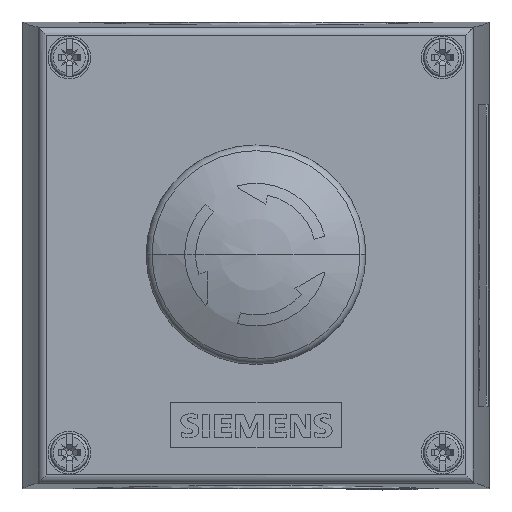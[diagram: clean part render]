
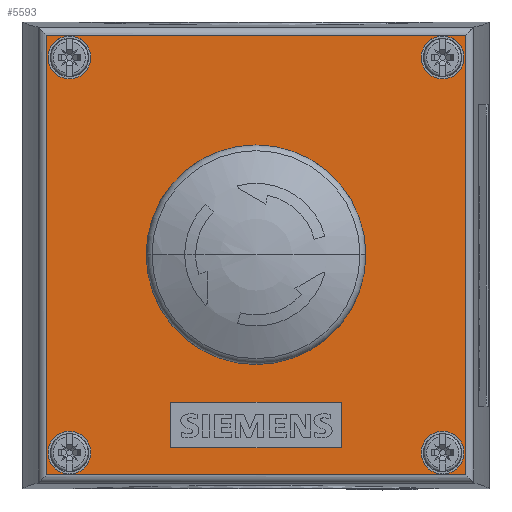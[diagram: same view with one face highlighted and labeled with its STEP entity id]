
A CAD part, top view. The second image highlights one B-rep face of the part: STEP entity #5593.
In plain terms, the highlighted planar face has unit normal (0, 0, 1).
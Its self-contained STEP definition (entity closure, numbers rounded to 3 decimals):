
#5593=ADVANCED_FACE('',(#12134,#12135,#12136,#12137,#12138,#12139,#12140),#12141,.T.);
#12134=FACE_OUTER_BOUND('',#19295,.T.);
#12135=FACE_BOUND('',#19296,.T.);
#12136=FACE_BOUND('',#19297,.T.);
#12137=FACE_BOUND('',#19298,.T.);
#12138=FACE_BOUND('',#19299,.T.);
#12139=FACE_BOUND('',#19300,.T.);
#12140=FACE_BOUND('',#19301,.T.);
#12141=PLANE('',#19302);
#19295=EDGE_LOOP('',(#40337,#40338,#40339,#40340));
#19296=EDGE_LOOP('',(#40341,#40342));
#19297=EDGE_LOOP('',(#40343,#40344));
#19298=EDGE_LOOP('',(#40345,#40346));
#19299=EDGE_LOOP('',(#40347,#40348));
#19300=EDGE_LOOP('',(#40349,#40350,#40351,#40352));
#19301=EDGE_LOOP('',(#40353,#40354));
#19302=AXIS2_PLACEMENT_3D('',#40355,#40356,#40357);
#40337=ORIENTED_EDGE('',*,*,#46253,.T.);
#40338=ORIENTED_EDGE('',*,*,#46247,.F.);
#40339=ORIENTED_EDGE('',*,*,#46256,.F.);
#40340=ORIENTED_EDGE('',*,*,#46257,.F.);
#40341=ORIENTED_EDGE('',*,*,#43036,.T.);
#40342=ORIENTED_EDGE('',*,*,#45819,.T.);
#40343=ORIENTED_EDGE('',*,*,#43031,.T.);
#40344=ORIENTED_EDGE('',*,*,#45823,.T.);
#40345=ORIENTED_EDGE('',*,*,#43026,.T.);
#40346=ORIENTED_EDGE('',*,*,#45827,.T.);
#40347=ORIENTED_EDGE('',*,*,#43021,.T.);
#40348=ORIENTED_EDGE('',*,*,#45831,.T.);
#40349=ORIENTED_EDGE('',*,*,#46212,.T.);
#40350=ORIENTED_EDGE('',*,*,#46221,.T.);
#40351=ORIENTED_EDGE('',*,*,#46218,.T.);
#40352=ORIENTED_EDGE('',*,*,#46215,.T.);
#40353=ORIENTED_EDGE('',*,*,#43016,.T.);
#40354=ORIENTED_EDGE('',*,*,#46240,.T.);
#40355=CARTESIAN_POINT('',(42.518,85.2,64.0));
#40356=DIRECTION('',(0.0,0.0,1.0));
#40357=DIRECTION('',(1.0,0.0,0.0));
#43016=EDGE_CURVE('',#48747,#48751,#48753,.T.);
#43021=EDGE_CURVE('',#48756,#48760,#48762,.T.);
#43026=EDGE_CURVE('',#48765,#48769,#48771,.T.);
#43031=EDGE_CURVE('',#48774,#48778,#48780,.T.);
#43036=EDGE_CURVE('',#48783,#48787,#48789,.T.);
#45819=EDGE_CURVE('',#48787,#48783,#52768,.T.);
#45823=EDGE_CURVE('',#48778,#48774,#52772,.T.);
#45827=EDGE_CURVE('',#48769,#48765,#52776,.T.);
#45831=EDGE_CURVE('',#48760,#48756,#52780,.T.);
#46212=EDGE_CURVE('',#53348,#53346,#53349,.T.);
#46215=EDGE_CURVE('',#53352,#53348,#53353,.T.);
#46218=EDGE_CURVE('',#53356,#53352,#53357,.T.);
#46221=EDGE_CURVE('',#53346,#53356,#53360,.T.);
#46240=EDGE_CURVE('',#48751,#48747,#53387,.T.);
#46247=EDGE_CURVE('',#53395,#53397,#53398,.T.);
#46253=EDGE_CURVE('',#53404,#53397,#53405,.T.);
#46256=EDGE_CURVE('',#53408,#53395,#53409,.T.);
#46257=EDGE_CURVE('',#53404,#53408,#53410,.T.);
#48747=VERTEX_POINT('',#57919);
#48751=VERTEX_POINT('',#57957);
#48753=CIRCLE('',#57960,11.25);
#48756=VERTEX_POINT('',#57963);
#48760=VERTEX_POINT('',#57968);
#48762=CIRCLE('',#57971,3.9);
#48765=VERTEX_POINT('',#57974);
#48769=VERTEX_POINT('',#57979);
#48771=CIRCLE('',#57982,3.9);
#48774=VERTEX_POINT('',#57985);
#48778=VERTEX_POINT('',#57990);
#48780=CIRCLE('',#57993,3.9);
#48783=VERTEX_POINT('',#57996);
#48787=VERTEX_POINT('',#58001);
#48789=CIRCLE('',#58004,3.9);
#52768=CIRCLE('',#64000,3.9);
#52772=CIRCLE('',#64004,3.9);
#52776=CIRCLE('',#64008,3.9);
#52780=CIRCLE('',#64012,3.9);
#53346=VERTEX_POINT('',#64787);
#53348=VERTEX_POINT('',#64790);
#53349=LINE('',#64791,#64792);
#53352=VERTEX_POINT('',#64796);
#53353=LINE('',#64797,#64798);
#53356=VERTEX_POINT('',#64802);
#53357=LINE('',#64803,#64804);
#53360=LINE('',#64808,#64809);
#53387=CIRCLE('',#64846,11.25);
#53395=VERTEX_POINT('',#64858);
#53397=VERTEX_POINT('',#64860);
#53398=LINE('',#64861,#64862);
#53404=VERTEX_POINT('',#64869);
#53405=LINE('',#64870,#64871);
#53408=VERTEX_POINT('',#64874);
#53409=LINE('',#64875,#64876);
#53410=LINE('',#64877,#64878);
#57919=CARTESIAN_POINT('',(53.768,42.7,64.0));
#57957=CARTESIAN_POINT('',(31.268,42.7,64.0));
#57960=AXIS2_PLACEMENT_3D('',#66796,#66797,#66798);
#57963=CARTESIAN_POINT('',(12.418,6.7,64.0));
#57968=CARTESIAN_POINT('',(4.618,6.7,64.0));
#57971=AXIS2_PLACEMENT_3D('',#66804,#66805,#66806);
#57974=CARTESIAN_POINT('',(12.418,78.7,64.0));
#57979=CARTESIAN_POINT('',(4.618,78.7,64.0));
#57982=AXIS2_PLACEMENT_3D('',#66812,#66813,#66814);
#57985=CARTESIAN_POINT('',(80.418,6.7,64.0));
#57990=CARTESIAN_POINT('',(72.618,6.7,64.0));
#57993=AXIS2_PLACEMENT_3D('',#66820,#66821,#66822);
#57996=CARTESIAN_POINT('',(80.418,78.7,64.0));
#58001=CARTESIAN_POINT('',(72.618,78.7,64.0));
#58004=AXIS2_PLACEMENT_3D('',#66828,#66829,#66830);
#64000=AXIS2_PLACEMENT_3D('',#69066,#69067,#69068);
#64004=AXIS2_PLACEMENT_3D('',#69072,#69073,#69074);
#64008=AXIS2_PLACEMENT_3D('',#69078,#69079,#69080);
#64012=AXIS2_PLACEMENT_3D('',#69084,#69085,#69086);
#64787=CARTESIAN_POINT('',(58.068,7.55,64.0));
#64790=CARTESIAN_POINT('',(58.068,15.85,64.0));
#64791=CARTESIAN_POINT('',(58.068,48.45,64.0));
#64792=VECTOR('',#69504,1.0);
#64796=CARTESIAN_POINT('',(26.968,15.85,64.0));
#64797=CARTESIAN_POINT('',(42.518,15.85,64.0));
#64798=VECTOR('',#69506,1.0);
#64802=CARTESIAN_POINT('',(26.968,7.55,64.0));
#64803=CARTESIAN_POINT('',(26.968,48.45,64.0));
#64804=VECTOR('',#69508,1.0);
#64808=CARTESIAN_POINT('',(42.518,7.55,64.0));
#64809=VECTOR('',#69510,1.0);
#64846=AXIS2_PLACEMENT_3D('',#69527,#69528,#69529);
#64858=CARTESIAN_POINT('',(80.694,2.656,64.0));
#64860=CARTESIAN_POINT('',(4.341,2.656,64.0));
#64861=CARTESIAN_POINT('',(42.518,2.656,64.0));
#64862=VECTOR('',#69537,1.0);
#64869=CARTESIAN_POINT('',(4.341,82.744,64.0));
#64870=CARTESIAN_POINT('',(4.341,85.2,64.0));
#64871=VECTOR('',#69542,1.0);
#64874=CARTESIAN_POINT('',(80.694,82.744,64.0));
#64875=CARTESIAN_POINT('',(80.694,85.2,64.0));
#64876=VECTOR('',#69546,1.0);
#64877=CARTESIAN_POINT('',(42.518,82.744,64.0));
#64878=VECTOR('',#69547,1.0);
#66796=CARTESIAN_POINT('',(42.518,42.7,64.0));
#66797=DIRECTION('',(0.0,0.0,-1.0));
#66798=DIRECTION('',(1.0,0.0,0.0));
#66804=CARTESIAN_POINT('',(8.518,6.7,64.0));
#66805=DIRECTION('',(0.0,0.0,-1.0));
#66806=DIRECTION('',(1.0,0.0,0.0));
#66812=CARTESIAN_POINT('',(8.518,78.7,64.0));
#66813=DIRECTION('',(0.0,0.0,-1.0));
#66814=DIRECTION('',(1.0,0.0,0.0));
#66820=CARTESIAN_POINT('',(76.518,6.7,64.0));
#66821=DIRECTION('',(0.0,0.0,-1.0));
#66822=DIRECTION('',(1.0,0.0,0.0));
#66828=CARTESIAN_POINT('',(76.518,78.7,64.0));
#66829=DIRECTION('',(0.0,0.0,-1.0));
#66830=DIRECTION('',(1.0,0.0,0.0));
#69066=CARTESIAN_POINT('',(76.518,78.7,64.0));
#69067=DIRECTION('',(0.0,0.0,-1.0));
#69068=DIRECTION('',(1.0,0.0,0.0));
#69072=CARTESIAN_POINT('',(76.518,6.7,64.0));
#69073=DIRECTION('',(0.0,0.0,-1.0));
#69074=DIRECTION('',(1.0,0.0,0.0));
#69078=CARTESIAN_POINT('',(8.518,78.7,64.0));
#69079=DIRECTION('',(0.0,0.0,-1.0));
#69080=DIRECTION('',(1.0,0.0,0.0));
#69084=CARTESIAN_POINT('',(8.518,6.7,64.0));
#69085=DIRECTION('',(0.0,0.0,-1.0));
#69086=DIRECTION('',(1.0,0.0,0.0));
#69504=DIRECTION('',(0.0,-1.0,0.0));
#69506=DIRECTION('',(1.0,0.0,0.0));
#69508=DIRECTION('',(0.0,1.0,0.0));
#69510=DIRECTION('',(-1.0,0.0,0.0));
#69527=CARTESIAN_POINT('',(42.518,42.7,64.0));
#69528=DIRECTION('',(0.0,0.0,-1.0));
#69529=DIRECTION('',(1.0,0.0,0.0));
#69537=DIRECTION('',(-1.0,0.0,0.0));
#69542=DIRECTION('',(0.0,-1.0,0.0));
#69546=DIRECTION('',(0.0,-1.0,0.0));
#69547=DIRECTION('',(1.0,0.0,0.0));
